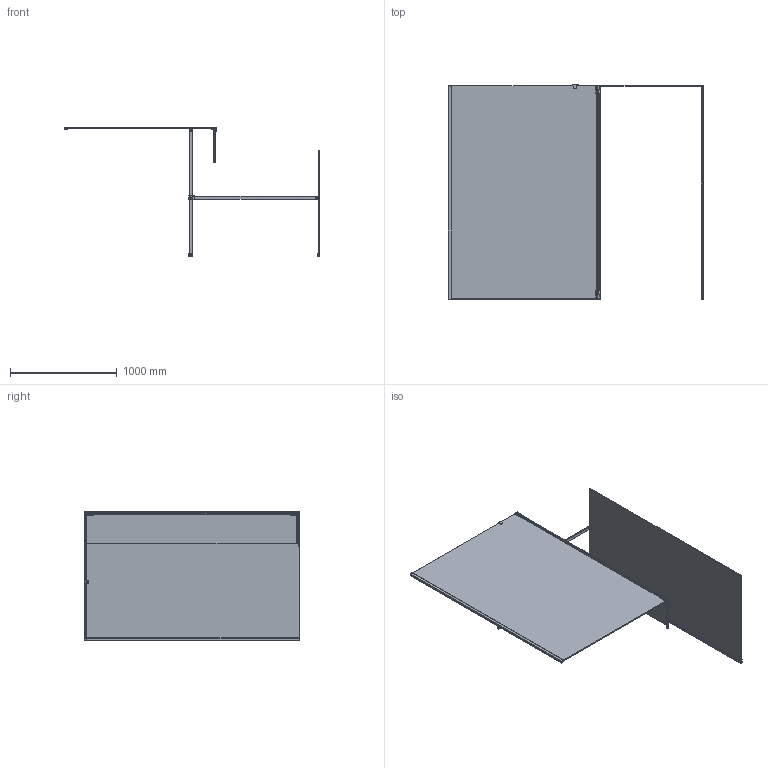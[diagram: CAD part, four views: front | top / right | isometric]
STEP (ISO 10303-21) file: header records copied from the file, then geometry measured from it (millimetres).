
FILE_DESCRIPTION (( 'STEP AP214' ), '1' );
FILE_NAME ('14.STEP', '2020-12-15T13:02:06', ( '' ), ( '' ), 'SwSTEP 2.0', 'SolidWorks 2010', '' );
FILE_SCHEMA (( 'AUTOMOTIVE_DESIGN' ));
Length unit declared in the file: millimetre
Products named in the file (38): LP-3082; LP-3080; LP-3078; LP-3083; LW-3533; LP-3079; LW-C; LW-1421; LP-3081; LP-3076; T bracing bar; 15; LW-3518; LP-3074; LP-3075; LW-F; LP-3084; LW-A; Bottom seal for fixed glass - 萵掛; 10X30-1150; Fixed glass1000X2000; LW-D; 10mmDBJT; HDMJT2; 13 - 萵掛; 14; HDMJT4; LW-B; LW-E; HDMJT3; LW-1021; 163; Straight bracing bar; Bottom seal for fixed glass; Fixed glass1400X2000; Deflector hinge+moving door; LP-8967; 30x10-3T
Assembly tree (57 placements, depth 4):
  14
    LP-3084
    Deflector hinge+moving door
      LW-F
      LW-D
      LW-E
      LW-3533  x4
      LP-3076
      HDMJT3
      LP-3078  x2
      LW-B
      LP-3083  x4
      LP-3082  x2
      LP-3080
      LP-3079  x4
      LP-3081
      LW-A
      163
      15
      HDMJT4
    10mmDBJT
    HDMJT2
    LW-C
    Bottom seal for fixed glass
    13 - 萵掛
      T bracing bar
        30x10-3T
        LW-1421
        10X30-1150
        LW-3518
        LP-8967  x2
        LP-3074
        LP-3075
      LW-C
      10mmDBJT
      Fixed glass1000X2000
      LP-3084
      Bottom seal for fixed glass - 萵掛
    Straight bracing bar
      LW-1421
      10X30-1150
      LP-3075
      LW-3518
      LP-3074
      LW-1021
    Fixed glass1400X2000
Bounding box: 2394.65 x 2015.8 x 1215 mm (x, y, z)
Volume: 53872054.1 mm3; surface area: 13424269.7 mm2
Topology: 54 solids, 54 shells, 5306 faces, 13255 edges, 8148 vertices
Faces by surface type: plane 2067, cylinder 1320, bspline 1158, torus 387, sphere 234, cone 140
Entity records: 157920 total; most frequent: CARTESIAN_POINT 79789, ORIENTED_EDGE 16304, DIRECTION 14451, EDGE_CURVE 8152, VERTEX_POINT 5065, AXIS2_PLACEMENT_3D 4909, VECTOR 4633, LINE 4633
